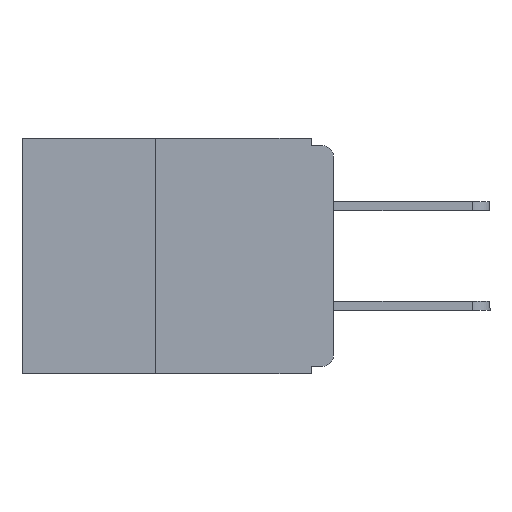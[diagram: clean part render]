
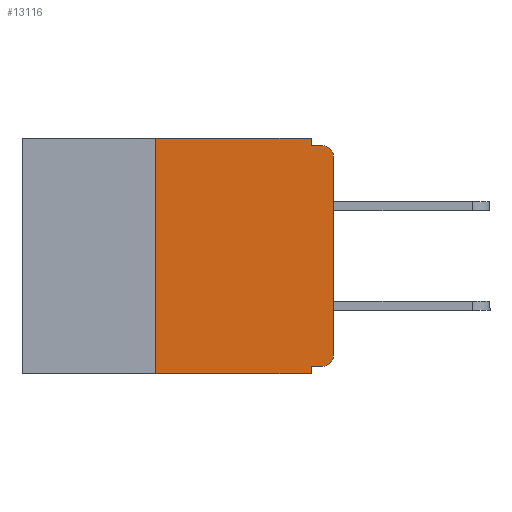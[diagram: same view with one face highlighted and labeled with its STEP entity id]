
A CAD part, left-side view. The second image highlights one B-rep face of the part: STEP entity #13116.
In plain terms, the highlighted planar face has unit normal (-1, 0, 0).
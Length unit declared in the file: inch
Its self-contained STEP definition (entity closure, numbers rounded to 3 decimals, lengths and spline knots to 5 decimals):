
#17 = VERTEX_POINT ( 'NONE', #33139 ) ;
#104 = EDGE_CURVE ( 'NONE', #324, #4616, #32796, .T. ) ;
#324 = VERTEX_POINT ( 'NONE', #10878 ) ;
#580 = CARTESIAN_POINT ( 'NONE',  ( 0., 0., -0.32 ) ) ;
#1461 = DIRECTION ( 'NONE',  ( 0., -1., 0. ) ) ;
#2283 = CARTESIAN_POINT ( 'NONE',  ( 0., 0.25, 0. ) ) ;
#2335 = DIRECTION ( 'NONE',  ( 0., 0., -1. ) ) ;
#2416 = VERTEX_POINT ( 'NONE', #5441 ) ;
#2480 = EDGE_CURVE ( 'NONE', #22849, #4616, #18335, .T. ) ;
#3159 = DIRECTION ( 'NONE',  ( 0., 0., -1. ) ) ;
#3185 = DIRECTION ( 'NONE',  ( -1., 0., 0. ) ) ;
#3312 = CARTESIAN_POINT ( 'NONE',  ( 0., 0.015, -0.025 ) ) ;
#3394 = DIRECTION ( 'NONE',  ( 0., 1., 0. ) ) ;
#3799 = CARTESIAN_POINT ( 'NONE',  ( 0., 0., 0. ) ) ;
#3803 = CARTESIAN_POINT ( 'NONE',  ( 0., 0.437, -0.33 ) ) ;
#3893 = CARTESIAN_POINT ( 'NONE',  ( 0., 0.25, -0.33 ) ) ;
#4114 = VERTEX_POINT ( 'NONE', #2283 ) ;
#4616 = VERTEX_POINT ( 'NONE', #33685 ) ;
#4668 = PLANE ( 'NONE',  #31892 ) ;
#5027 = CARTESIAN_POINT ( 'NONE',  ( 0., 0., -0.305 ) ) ;
#5441 = CARTESIAN_POINT ( 'NONE',  ( 0., 0.015, -0.32 ) ) ;
#5819 = ORIENTED_EDGE ( 'NONE', *, *, #2480, .T. ) ;
#6213 = VECTOR ( 'NONE', #12243, 39.37008 ) ;
#6703 = CARTESIAN_POINT ( 'NONE',  ( 0., 0.031, 0. ) ) ;
#7120 = CIRCLE ( 'NONE', #33607, 0.015 ) ;
#7512 = DIRECTION ( 'NONE',  ( 0., 0., -1. ) ) ;
#7749 = CARTESIAN_POINT ( 'NONE',  ( 0., 0.031, -0.32 ) ) ;
#8286 = LINE ( 'NONE', #580, #30269 ) ;
#8775 = VECTOR ( 'NONE', #15889, 39.37008 ) ;
#8831 = EDGE_CURVE ( 'NONE', #4114, #24382, #30497, .T. ) ;
#9427 = DIRECTION ( 'NONE',  ( 0., 0., 1. ) ) ;
#9750 = CARTESIAN_POINT ( 'NONE',  ( 0., 0.437, 0. ) ) ;
#10103 = VECTOR ( 'NONE', #1461, 39.37008 ) ;
#10522 = ORIENTED_EDGE ( 'NONE', *, *, #11852, .T. ) ;
#10878 = CARTESIAN_POINT ( 'NONE',  ( 0., 0.031, -0.01 ) ) ;
#11257 = CARTESIAN_POINT ( 'NONE',  ( 0., 0., -0.025 ) ) ;
#11270 = ORIENTED_EDGE ( 'NONE', *, *, #34686, .F. ) ;
#11852 = EDGE_CURVE ( 'NONE', #17, #22740, #14518, .T. ) ;
#12243 = DIRECTION ( 'NONE',  ( 0., 0., 1. ) ) ;
#12748 = EDGE_LOOP ( 'NONE', ( #23586, #5819, #28301, #28228, #18918, #17834, #10522, #16962, #11270, #21989 ) ) ;
#13116 = ADVANCED_FACE ( 'NONE', ( #32547 ), #4668, .F. ) ;
#13205 = EDGE_CURVE ( 'NONE', #2416, #16137, #7120, .T. ) ;
#13655 = EDGE_CURVE ( 'NONE', #17, #4114, #27682, .T. ) ;
#14518 = LINE ( 'NONE', #3803, #27085 ) ;
#15889 = DIRECTION ( 'NONE',  ( 0., 0., -1. ) ) ;
#15946 = LINE ( 'NONE', #29170, #8775 ) ;
#16137 = VERTEX_POINT ( 'NONE', #5027 ) ;
#16214 = CARTESIAN_POINT ( 'NONE',  ( 0., 0., -0.01 ) ) ;
#16962 = ORIENTED_EDGE ( 'NONE', *, *, #21575, .F. ) ;
#17369 = VECTOR ( 'NONE', #9427, 39.37008 ) ;
#17454 = DIRECTION ( 'NONE',  ( 0., -1., 0. ) ) ;
#17834 = ORIENTED_EDGE ( 'NONE', *, *, #13655, .F. ) ;
#18246 = LINE ( 'NONE', #3799, #17369 ) ;
#18335 = CIRCLE ( 'NONE', #18962, 0.015 ) ;
#18776 = DIRECTION ( 'NONE',  ( -1., 0., 0. ) ) ;
#18918 = ORIENTED_EDGE ( 'NONE', *, *, #8831, .F. ) ;
#18954 = EDGE_CURVE ( 'NONE', #16137, #22849, #18246, .T. ) ;
#18962 = AXIS2_PLACEMENT_3D ( 'NONE', #3312, #3185, #3159 ) ;
#20319 = DIRECTION ( 'NONE',  ( 0., 0., -1. ) ) ;
#20973 = CARTESIAN_POINT ( 'NONE',  ( 0., 0.437, 0. ) ) ;
#21575 = EDGE_CURVE ( 'NONE', #33768, #22740, #15946, .T. ) ;
#21989 = ORIENTED_EDGE ( 'NONE', *, *, #13205, .T. ) ;
#22740 = VERTEX_POINT ( 'NONE', #24151 ) ;
#22849 = VERTEX_POINT ( 'NONE', #11257 ) ;
#23586 = ORIENTED_EDGE ( 'NONE', *, *, #18954, .T. ) ;
#23647 = DIRECTION ( 'NONE',  ( 1., 0., 0. ) ) ;
#23843 = VECTOR ( 'NONE', #20319, 39.37008 ) ;
#23855 = DIRECTION ( 'NONE',  ( 0., -1., 0. ) ) ;
#24151 = CARTESIAN_POINT ( 'NONE',  ( 0., 0.031, -0.33 ) ) ;
#24382 = VERTEX_POINT ( 'NONE', #24388 ) ;
#24388 = CARTESIAN_POINT ( 'NONE',  ( 0., 0.031, 0. ) ) ;
#24566 = EDGE_CURVE ( 'NONE', #24382, #324, #25503, .T. ) ;
#25503 = LINE ( 'NONE', #6703, #23843 ) ;
#25933 = VECTOR ( 'NONE', #23855, 39.37008 ) ;
#27085 = VECTOR ( 'NONE', #17454, 39.37008 ) ;
#27682 = LINE ( 'NONE', #3893, #6213 ) ;
#28228 = ORIENTED_EDGE ( 'NONE', *, *, #24566, .F. ) ;
#28301 = ORIENTED_EDGE ( 'NONE', *, *, #104, .F. ) ;
#29170 = CARTESIAN_POINT ( 'NONE',  ( 0., 0.031, -0.33 ) ) ;
#30269 = VECTOR ( 'NONE', #3394, 39.37008 ) ;
#30497 = LINE ( 'NONE', #9750, #10103 ) ;
#31892 = AXIS2_PLACEMENT_3D ( 'NONE', #20973, #23647, #7512 ) ;
#32547 = FACE_OUTER_BOUND ( 'NONE', #12748, .T. ) ;
#32796 = LINE ( 'NONE', #16214, #25933 ) ;
#33139 = CARTESIAN_POINT ( 'NONE',  ( 0., 0.25, -0.33 ) ) ;
#33607 = AXIS2_PLACEMENT_3D ( 'NONE', #34438, #18776, #2335 ) ;
#33685 = CARTESIAN_POINT ( 'NONE',  ( 0., 0.015, -0.01 ) ) ;
#33768 = VERTEX_POINT ( 'NONE', #7749 ) ;
#34438 = CARTESIAN_POINT ( 'NONE',  ( 0., 0.015, -0.305 ) ) ;
#34686 = EDGE_CURVE ( 'NONE', #2416, #33768, #8286, .T. ) ;
